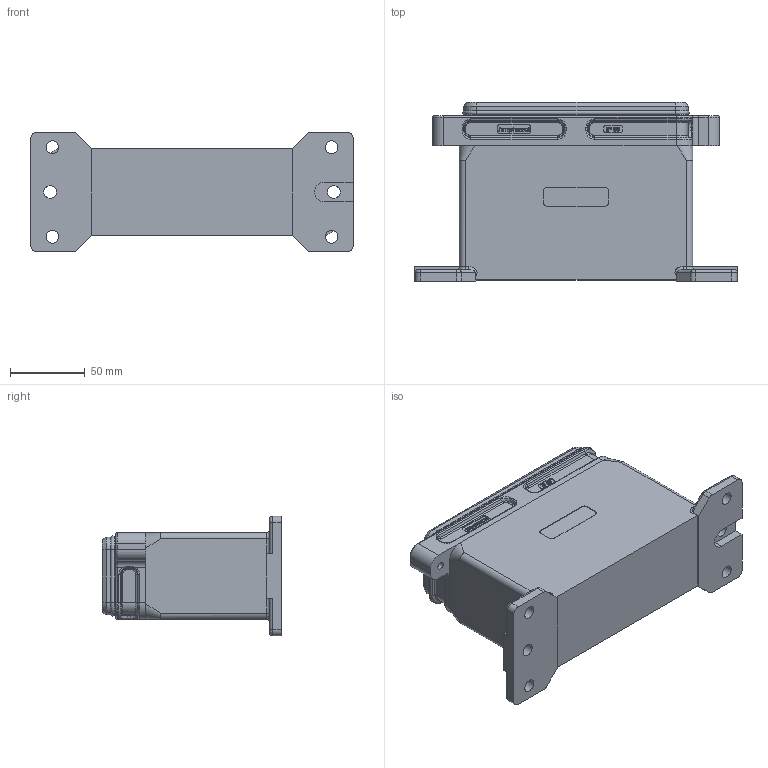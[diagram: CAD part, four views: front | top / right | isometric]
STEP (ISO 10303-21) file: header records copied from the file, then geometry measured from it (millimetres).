
FILE_DESCRIPTION(/* description */ (''),/* implementation_level */ '2;1');
FILE_NAME(/* name */ 'c146 68n024 501 2nxc001-01.stp',/* time_stamp */ '2020-08-18T08:58:11+02:00',/* author */ (''),/* organization */ (''),/* preprocessor_version */ 'ST-DEVELOPER v16.7',/* originating_system */ 'SIEMENS PLM Software NX 12.0',/* authorisation */ '');
FILE_SCHEMA (('AUTOMOTIVE_DESIGN { 1 0 10303 214 3 1 1 1 }'));
Length unit declared in the file: millimetre
Products named in the file (1): c146 68n024 501 2nxc001-01
Bounding box: 216 x 119.9 x 80 mm (x, y, z)
Volume: 448572.2 mm3; surface area: 127277.4 mm2
Topology: 1 solids, 1 shells, 999 faces, 2554 edges, 1630 vertices
Faces by surface type: plane 422, bspline 202, cylinder 180, extrusion 130, cone 57, torus 8
Full cylindrical faces by diameter (mm): 2.5 x4, 3.3 x2, 3.5 x4, 4.5 x2, 5 x4, 6.5 x2, 8.5 x6, 10 x4, 38.539 x1
Entity records: 37754 total; most frequent: CARTESIAN_POINT 9559, ORIENTED_EDGE 5004, DIRECTION 4230, EDGE_CURVE 2502, VERTEX_POINT 1618, VECTOR 1498, LINE 1368, AXIS2_PLACEMENT_3D 1366
